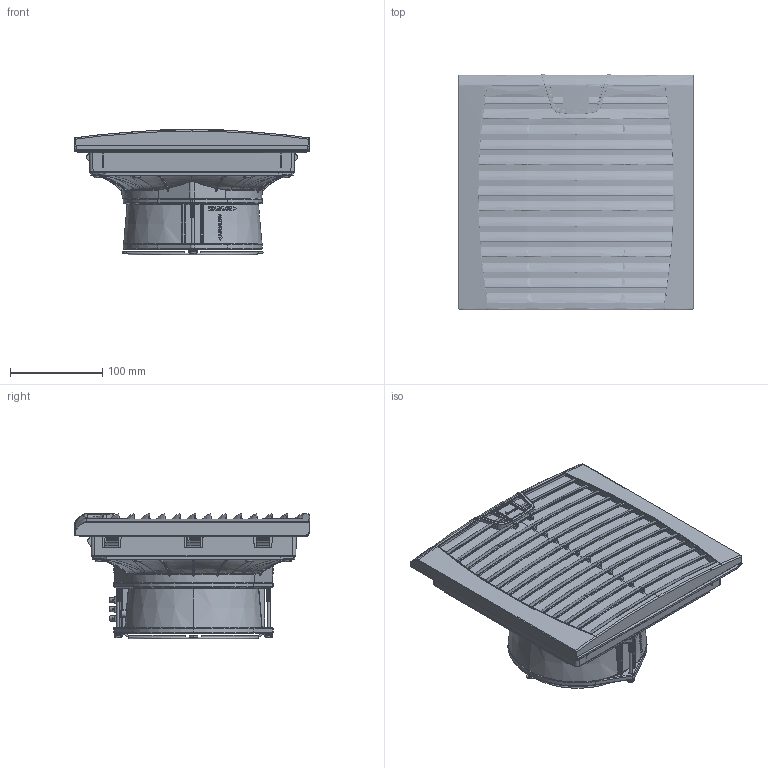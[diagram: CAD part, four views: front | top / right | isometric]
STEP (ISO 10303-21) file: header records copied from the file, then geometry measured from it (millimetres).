
FILE_DESCRIPTION (( 'STEP AP214' ), '1' );
FILE_NAME ('HEF160series-3D.STEP', '2021-03-25T08:19:56', ( '' ), ( '' ), 'SwSTEP 2.0', 'SolidWorks 2019', '' );
FILE_SCHEMA (( 'AUTOMOTIVE_DESIGN' ));
Length unit declared in the file: millimetre
Products named in the file (16): terminal Plane^HEF160series-3D; Screw 70mm^HEF160series-3D; 複製 of Screw^HEF160series-3D; HEF160ACA-3D; HEF160-RUBBER-SEAL; terminal Plan screw^HEF160series-3D; HEF160 FAN GUARD^HEF160series-3D; HEF160-FAN-NOZZLE; terminal^HEF160series-3D; HEF160-FRONT-COVER; AC AXIS FAN; screw(3105479900)^HEF160series-3D; FILTER SERICE_160TYPE^HEF160series-3D; HEF160series-3D; HEF160-LOGO-LATCH^HEF160ACA-3D; HEF160-FILTER-FRANT
Assembly tree (18 placements, depth 3):
  HEF160series-3D
    HEF160ACA-3D
      HEF160-RUBBER-SEAL
      HEF160-FILTER-FRANT
      HEF160-LOGO-LATCH^HEF160ACA-3D
      HEF160-FRONT-COVER
    複製 of Screw^HEF160series-3D
    HEF160-FAN-NOZZLE
    FILTER SERICE_160TYPE^HEF160series-3D
    AC AXIS FAN
    HEF160 FAN GUARD^HEF160series-3D
    Screw 70mm^HEF160series-3D  x2
    terminal Plane^HEF160series-3D
    terminal^HEF160series-3D
    terminal Plan screw^HEF160series-3D  x2
    screw(3105479900)^HEF160series-3D  x2
Bounding box: 254.48 x 254.9 x 135.94 mm (x, y, z)
Volume: 4463000.3 mm3; surface area: 727115.7 mm2
Topology: 42 solids, 42 shells, 2489 faces, 6675 edges, 4301 vertices
Faces by surface type: bspline 1042, plane 1003, cylinder 273, cone 126, torus 42, sphere 3
Full cylindrical faces by diameter (mm): 1.8 x16, 2.9 x2, 2.92 x2, 3.2 x2, 3.4 x2, 3.6 x2, 4 x6, 5 x2, 5.4 x2, 5.6 x6, 8.5 x10, 32.7 x1
Entity records: 157625 total; most frequent: CARTESIAN_POINT 106786, ORIENTED_EDGE 12722, DIRECTION 6538, EDGE_CURVE 6361, VERTEX_POINT 4152, B_SPLINE_CURVE_WITH_KNOTS 3094, EDGE_LOOP 2637, FACE_OUTER_BOUND 2488
